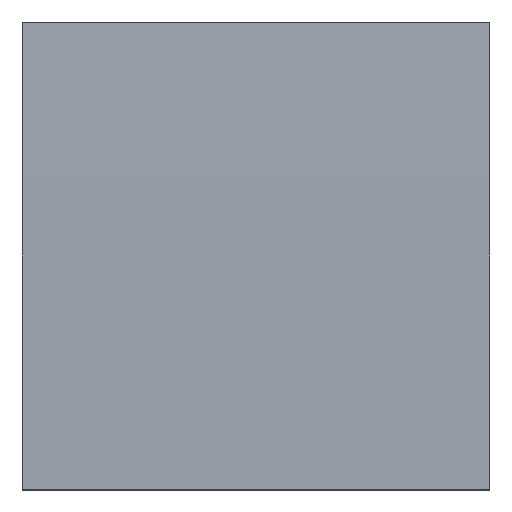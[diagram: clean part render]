
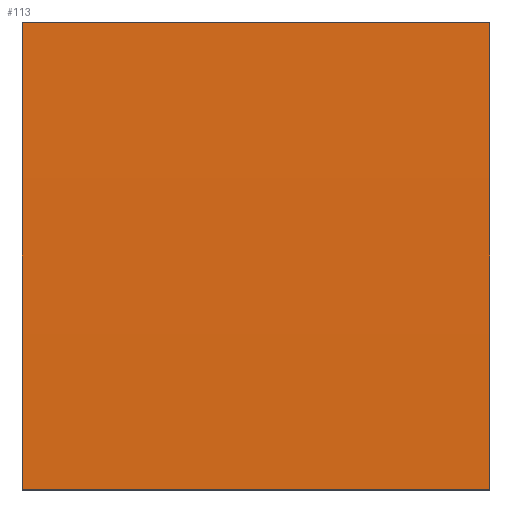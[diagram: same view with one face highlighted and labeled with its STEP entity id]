
A CAD part, left-side view. The second image highlights one B-rep face of the part: STEP entity #113.
In plain terms, the highlighted cylindrical face has radius 516.8 mm (diameter 1033.6 mm), a partial arc.
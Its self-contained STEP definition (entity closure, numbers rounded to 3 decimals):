
#2 = EDGE_CURVE ( 'NONE', #50, #194, #87, .T. ) ;
#7 = DIRECTION ( 'NONE',  ( 0., 0., 1. ) ) ;
#9 = DIRECTION ( 'NONE',  ( 0., -1., 0. ) ) ;
#17 = CARTESIAN_POINT ( 'NONE',  ( -512.348, 20., -10. ) ) ;
#23 = CYLINDRICAL_SURFACE ( 'NONE', #78, 516.8 ) ;
#28 = DIRECTION ( 'NONE',  ( 0., 1., 0. ) ) ;
#33 = EDGE_CURVE ( 'NONE', #66, #194, #122, .T. ) ;
#41 = CARTESIAN_POINT ( 'NONE',  ( 4.355, 20., 0. ) ) ;
#49 = CARTESIAN_POINT ( 'NONE',  ( -512.348, 0., 10. ) ) ;
#50 = VERTEX_POINT ( 'NONE', #64 ) ;
#51 = CIRCLE ( 'NONE', #173, 516.8 ) ;
#52 = ORIENTED_EDGE ( 'NONE', *, *, #2, .T. ) ;
#64 = CARTESIAN_POINT ( 'NONE',  ( -512.348, 0., -10. ) ) ;
#66 = VERTEX_POINT ( 'NONE', #110 ) ;
#76 = ORIENTED_EDGE ( 'NONE', *, *, #107, .T. ) ;
#78 = AXIS2_PLACEMENT_3D ( 'NONE', #41, #9, #197 ) ;
#83 = DIRECTION ( 'NONE',  ( 0., 0., 1. ) ) ;
#87 = CIRCLE ( 'NONE', #170, 516.8 ) ;
#91 = DIRECTION ( 'NONE',  ( 0., -1., 0. ) ) ;
#99 = DIRECTION ( 'NONE',  ( 0., 1., 0. ) ) ;
#103 = CARTESIAN_POINT ( 'NONE',  ( 4.355, 0., 0. ) ) ;
#107 = EDGE_CURVE ( 'NONE', #183, #50, #184, .T. ) ;
#110 = CARTESIAN_POINT ( 'NONE',  ( -512.348, 20., 10. ) ) ;
#111 = CARTESIAN_POINT ( 'NONE',  ( -512.348, 20., 10. ) ) ;
#113 = ADVANCED_FACE ( 'NONE', ( #203 ), #23, .T. ) ;
#115 = CARTESIAN_POINT ( 'NONE',  ( -512.348, 20., -10. ) ) ;
#122 = LINE ( 'NONE', #111, #132 ) ;
#131 = DIRECTION ( 'NONE',  ( 0., -1., 0. ) ) ;
#132 = VECTOR ( 'NONE', #131, 1000. ) ;
#151 = CARTESIAN_POINT ( 'NONE',  ( 4.355, 20., 0. ) ) ;
#156 = EDGE_CURVE ( 'NONE', #183, #66, #51, .T. ) ;
#168 = ORIENTED_EDGE ( 'NONE', *, *, #33, .F. ) ;
#170 = AXIS2_PLACEMENT_3D ( 'NONE', #103, #28, #83 ) ;
#173 = AXIS2_PLACEMENT_3D ( 'NONE', #151, #99, #7 ) ;
#183 = VERTEX_POINT ( 'NONE', #17 ) ;
#184 = LINE ( 'NONE', #115, #191 ) ;
#191 = VECTOR ( 'NONE', #91, 1000. ) ;
#193 = EDGE_LOOP ( 'NONE', ( #52, #168, #200, #76 ) ) ;
#194 = VERTEX_POINT ( 'NONE', #49 ) ;
#197 = DIRECTION ( 'NONE',  ( 0., 0., -1. ) ) ;
#200 = ORIENTED_EDGE ( 'NONE', *, *, #156, .F. ) ;
#203 = FACE_OUTER_BOUND ( 'NONE', #193, .T. ) ;
